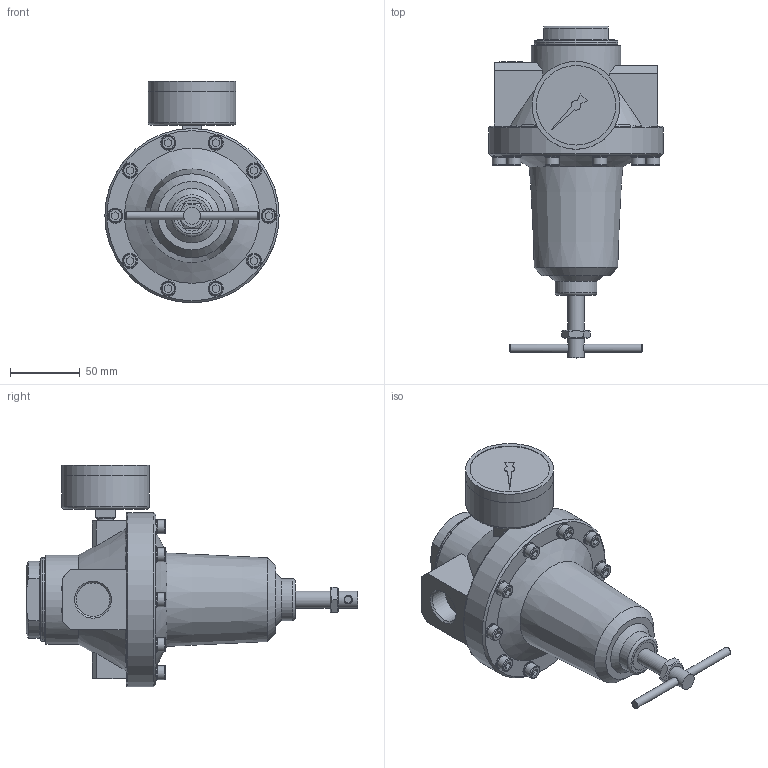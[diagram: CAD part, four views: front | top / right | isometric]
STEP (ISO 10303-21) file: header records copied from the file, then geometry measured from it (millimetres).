
FILE_DESCRIPTION( ( 'STEP AP214' ), ' ' );
FILE_NAME( '9.1554.00.002.0.stp', '2017-03-08T09:23:50', ( '' ), ( '' ), ' ', 'PARTsolutions', ' ' );
FILE_SCHEMA( ( 'AUTOMOTIVE_DESIGN { 1 0 10303 214 1 1 1 1 }' ) );
Length unit declared in the file: millimetre
Products named in the file (3): 9.1554.00.002.0; _637.50 A(01)-1; _637.50 A-2
Assembly tree (2 placements, depth 2):
  9.1554.00.002.0
    _637.50 A(01)-1
    _637.50 A-2
Bounding box: 125 x 238 x 159 mm (x, y, z)
Volume: 1043964.3 mm3; surface area: 89135.9 mm2
Topology: 2 solids, 2 shells, 294 faces, 705 edges, 458 vertices
Faces by surface type: plane 192, cylinder 50, cone 32, torus 20
Full cylindrical faces by diameter (mm): 4.917 x8, 6 x2, 10 x10, 11 x10, 11.445 x2, 12 x1, 12.08 x1, 13.157 x1, 22 x1, 24.117 x2, 30 x1, 57 x1, 60 x1, 62.96 x1, 63 x2, 64 x1, 125 x1
Entity records: 10677 total; most frequent: CARTESIAN_POINT 1940, DIRECTION 1291, ORIENTED_EDGE 1172, EDGE_CURVE 586, AXIS2_PLACEMENT_3D 466, VERTEX_POINT 429, EDGE_LOOP 427, LINE 359
